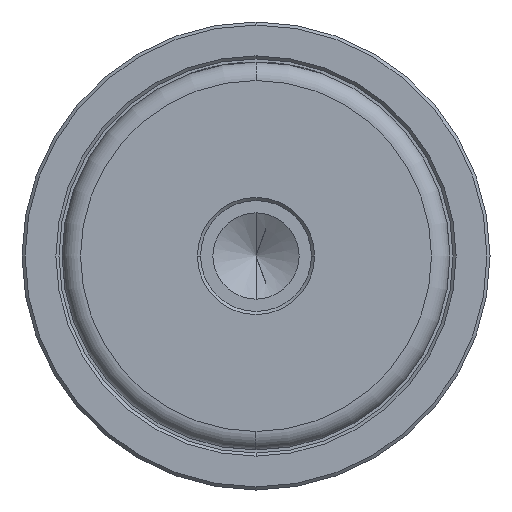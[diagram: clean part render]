
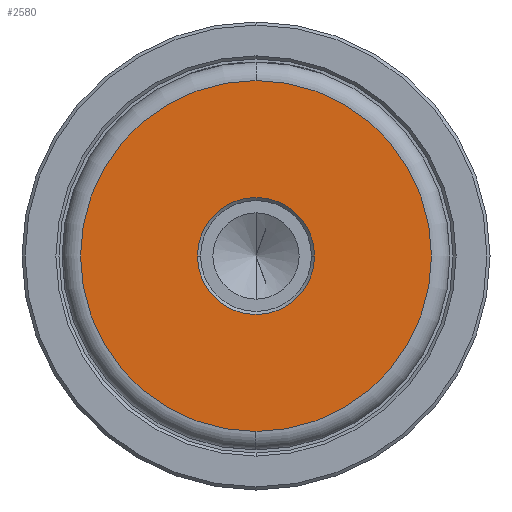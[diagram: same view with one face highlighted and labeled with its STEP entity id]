
A CAD part, left-side view. The second image highlights one B-rep face of the part: STEP entity #2580.
In plain terms, the highlighted planar face has unit normal (-1, 0, 0).
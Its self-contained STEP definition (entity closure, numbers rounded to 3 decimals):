
#66 = CARTESIAN_POINT ( 'NONE',  ( 0., -9.5, 0. ) ) ;
#203 = CARTESIAN_POINT ( 'NONE',  ( 0., 0., 0. ) ) ;
#217 = DIRECTION ( 'NONE',  ( -1., 0., 0. ) ) ;
#256 = DIRECTION ( 'NONE',  ( -1., 0., 0. ) ) ;
#318 = CARTESIAN_POINT ( 'NONE',  ( 0., 9.5, 0. ) ) ;
#336 = VERTEX_POINT ( 'NONE', #659 ) ;
#420 = DIRECTION ( 'NONE',  ( 0., 0., 1. ) ) ;
#659 = CARTESIAN_POINT ( 'NONE',  ( 0., 0., 28.497 ) ) ;
#688 = ORIENTED_EDGE ( 'NONE', *, *, #2041, .T. ) ;
#709 = VERTEX_POINT ( 'NONE', #318 ) ;
#832 = AXIS2_PLACEMENT_3D ( 'NONE', #1009, #2433, #1218 ) ;
#900 = CARTESIAN_POINT ( 'NONE',  ( 0., 0., 0. ) ) ;
#959 = AXIS2_PLACEMENT_3D ( 'NONE', #900, #2317, #1102 ) ;
#1009 = CARTESIAN_POINT ( 'NONE',  ( 0., 0., 0. ) ) ;
#1017 = CIRCLE ( 'NONE', #832, 9.5 ) ;
#1061 = EDGE_CURVE ( 'NONE', #1252, #336, #1977, .T. ) ;
#1102 = DIRECTION ( 'NONE',  ( 0., 0., 1. ) ) ;
#1218 = DIRECTION ( 'NONE',  ( 0., 0., 1. ) ) ;
#1247 = CIRCLE ( 'NONE', #959, 9.5 ) ;
#1252 = VERTEX_POINT ( 'NONE', #2096 ) ;
#1284 = VERTEX_POINT ( 'NONE', #66 ) ;
#1424 = CIRCLE ( 'NONE', #2018, 28.497 ) ;
#1445 = CARTESIAN_POINT ( 'NONE',  ( 0., 0., 0. ) ) ;
#1475 = ORIENTED_EDGE ( 'NONE', *, *, #1061, .T. ) ;
#1515 = EDGE_LOOP ( 'NONE', ( #688, #1891 ) ) ;
#1641 = DIRECTION ( 'NONE',  ( -1., 0., 0. ) ) ;
#1654 = DIRECTION ( 'NONE',  ( 0., 0., 1. ) ) ;
#1687 = EDGE_CURVE ( 'NONE', #336, #1252, #1424, .T. ) ;
#1691 = AXIS2_PLACEMENT_3D ( 'NONE', #1445, #217, #1654 ) ;
#1693 = DIRECTION ( 'NONE',  ( 0., 0., 1. ) ) ;
#1851 = FACE_BOUND ( 'NONE', #1515, .T. ) ;
#1891 = ORIENTED_EDGE ( 'NONE', *, *, #2479, .T. ) ;
#1977 = CIRCLE ( 'NONE', #1691, 28.497 ) ;
#1995 = FACE_OUTER_BOUND ( 'NONE', #2143, .T. ) ;
#2018 = AXIS2_PLACEMENT_3D ( 'NONE', #203, #1641, #420 ) ;
#2041 = EDGE_CURVE ( 'NONE', #1284, #709, #1247, .T. ) ;
#2083 = PLANE ( 'NONE',  #2327 ) ;
#2096 = CARTESIAN_POINT ( 'NONE',  ( 0., 0., -28.497 ) ) ;
#2143 = EDGE_LOOP ( 'NONE', ( #2194, #1475 ) ) ;
#2194 = ORIENTED_EDGE ( 'NONE', *, *, #1687, .T. ) ;
#2283 = CARTESIAN_POINT ( 'NONE',  ( 0., 0., 0. ) ) ;
#2317 = DIRECTION ( 'NONE',  ( 1., 0., 0. ) ) ;
#2327 = AXIS2_PLACEMENT_3D ( 'NONE', #2283, #256, #1693 ) ;
#2433 = DIRECTION ( 'NONE',  ( 1., 0., 0. ) ) ;
#2479 = EDGE_CURVE ( 'NONE', #709, #1284, #1017, .T. ) ;
#2580 = ADVANCED_FACE ( 'NONE', ( #1851, #1995 ), #2083, .T. ) ;
